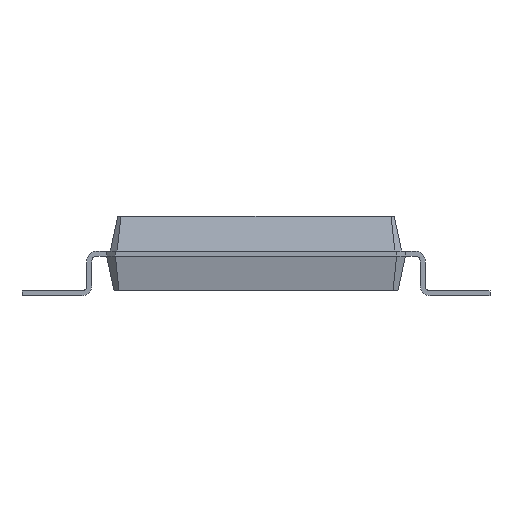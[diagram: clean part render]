
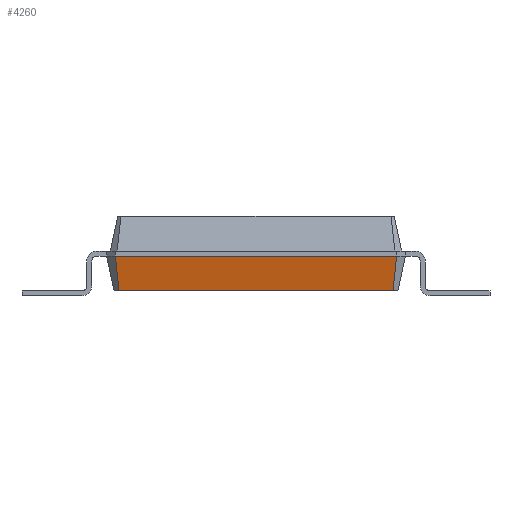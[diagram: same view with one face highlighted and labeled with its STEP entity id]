
A CAD part, front view. The second image highlights one B-rep face of the part: STEP entity #4260.
In plain terms, the highlighted free-form (B-spline) face has degree [1, 1] with [2, 2] control points.
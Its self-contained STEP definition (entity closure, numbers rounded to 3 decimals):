
#772 = PLANE('',#773);
#773 = AXIS2_PLACEMENT_3D('',#774,#775,#776);
#774 = CARTESIAN_POINT('',(-2.751,3.551,0.1));
#775 = DIRECTION('',(0.,0.,1.));
#776 = DIRECTION('',(0.612,-0.791,0.));
#799 = B_SPLINE_SURFACE_WITH_KNOTS('',1,1,(
(#800,#801)
,(#802,#803
)),.UNSPECIFIED.,.F.,.F.,.F.,(2,2),(2,2),(0.,0.247),(0.,1.)
,.PIECEWISE_BEZIER_KNOTS.);
#800 = CARTESIAN_POINT('',(2.851,-3.451,0.1));
#801 = CARTESIAN_POINT('',(3.,-3.525,0.8));
#802 = CARTESIAN_POINT('',(2.751,-3.551,0.1));
#803 = CARTESIAN_POINT('',(2.825,-3.7,0.8));
#1791 = VERTEX_POINT('',#1792);
#1792 = CARTESIAN_POINT('',(2.751,-3.551,0.1));
#1812 = EDGE_CURVE('',#1791,#1813,#1815,.T.);
#1813 = VERTEX_POINT('',#1814);
#1814 = CARTESIAN_POINT('',(-2.751,-3.551,0.1));
#1815 = SURFACE_CURVE('',#1816,(#1820,#1827),.PCURVE_S1.);
#1816 = LINE('',#1817,#1818);
#1817 = CARTESIAN_POINT('',(2.751,-3.551,0.1));
#1818 = VECTOR('',#1819,1.);
#1819 = DIRECTION('',(-1.,0.,0.));
#1820 = PCURVE('',#772,#1821);
#1821 = DEFINITIONAL_REPRESENTATION('',(#1822),#1826);
#1822 = LINE('',#1823,#1824);
#1823 = CARTESIAN_POINT('',(8.984,0.));
#1824 = VECTOR('',#1825,1.);
#1825 = DIRECTION('',(-0.612,-0.791));
#1826 = ( GEOMETRIC_REPRESENTATION_CONTEXT(2)
PARAMETRIC_REPRESENTATION_CONTEXT() REPRESENTATION_CONTEXT('2D SPACE',''
) );
#1827 = PCURVE('',#1828,#1833);
#1828 = B_SPLINE_SURFACE_WITH_KNOTS('',1,1,(
(#1829,#1830)
,(#1831,#1832
)),.UNSPECIFIED.,.F.,.F.,.F.,(2,2),(2,2),(0.,5.65),(0.,1.),
.PIECEWISE_BEZIER_KNOTS.);
#1829 = CARTESIAN_POINT('',(2.751,-3.551,0.1));
#1830 = CARTESIAN_POINT('',(2.825,-3.7,0.8));
#1831 = CARTESIAN_POINT('',(-2.751,-3.551,0.1));
#1832 = CARTESIAN_POINT('',(-2.825,-3.7,0.8));
#1833 = DEFINITIONAL_REPRESENTATION('',(#1834),#1837);
#1834 = B_SPLINE_CURVE_WITH_KNOTS('',1,(#1835,#1836),.UNSPECIFIED.,.F.,
.F.,(2,2),(0.,5.501),.PIECEWISE_BEZIER_KNOTS.);
#1835 = CARTESIAN_POINT('',(0.,0.));
#1836 = CARTESIAN_POINT('',(5.65,0.));
#1837 = ( GEOMETRIC_REPRESENTATION_CONTEXT(2)
PARAMETRIC_REPRESENTATION_CONTEXT() REPRESENTATION_CONTEXT('2D SPACE',''
) );
#1855 = B_SPLINE_SURFACE_WITH_KNOTS('',1,1,(
(#1856,#1857)
,(#1858,#1859
)),.UNSPECIFIED.,.F.,.F.,.F.,(2,2),(2,2),(0.,0.247),(0.,1.)
,.PIECEWISE_BEZIER_KNOTS.);
#1856 = CARTESIAN_POINT('',(-2.751,-3.551,0.1));
#1857 = CARTESIAN_POINT('',(-2.825,-3.7,0.8));
#1858 = CARTESIAN_POINT('',(-2.851,-3.451,0.1));
#1859 = CARTESIAN_POINT('',(-3.,-3.525,0.8));
#1922 = EDGE_CURVE('',#1791,#1923,#1925,.T.);
#1923 = VERTEX_POINT('',#1924);
#1924 = CARTESIAN_POINT('',(2.825,-3.7,0.8));
#1925 = SURFACE_CURVE('',#1926,(#1929,#1936),.PCURVE_S1.);
#1926 = B_SPLINE_CURVE_WITH_KNOTS('',1,(#1927,#1928),.UNSPECIFIED.,.F.,
.F.,(2,2),(0.,1.),.PIECEWISE_BEZIER_KNOTS.);
#1927 = CARTESIAN_POINT('',(2.751,-3.551,0.1));
#1928 = CARTESIAN_POINT('',(2.825,-3.7,0.8));
#1929 = PCURVE('',#799,#1930);
#1930 = DEFINITIONAL_REPRESENTATION('',(#1931),#1935);
#1931 = LINE('',#1932,#1933);
#1932 = CARTESIAN_POINT('',(0.247,0.));
#1933 = VECTOR('',#1934,1.);
#1934 = DIRECTION('',(0.,1.));
#1935 = ( GEOMETRIC_REPRESENTATION_CONTEXT(2)
PARAMETRIC_REPRESENTATION_CONTEXT() REPRESENTATION_CONTEXT('2D SPACE',''
) );
#1936 = PCURVE('',#1828,#1937);
#1937 = DEFINITIONAL_REPRESENTATION('',(#1938),#1942);
#1938 = LINE('',#1939,#1940);
#1939 = CARTESIAN_POINT('',(0.,0.));
#1940 = VECTOR('',#1941,1.);
#1941 = DIRECTION('',(0.,1.));
#1942 = ( GEOMETRIC_REPRESENTATION_CONTEXT(2)
PARAMETRIC_REPRESENTATION_CONTEXT() REPRESENTATION_CONTEXT('2D SPACE',''
) );
#4260 = ADVANCED_FACE('',(#4261),#1828,.F.);
#4261 = FACE_BOUND('',#4262,.F.);
#4262 = EDGE_LOOP('',(#4263,#4264,#4286,#4312));
#4263 = ORIENTED_EDGE('',*,*,#1812,.T.);
#4264 = ORIENTED_EDGE('',*,*,#4265,.T.);
#4265 = EDGE_CURVE('',#1813,#4266,#4268,.T.);
#4266 = VERTEX_POINT('',#4267);
#4267 = CARTESIAN_POINT('',(-2.825,-3.7,0.8));
#4268 = SURFACE_CURVE('',#4269,(#4272,#4279),.PCURVE_S1.);
#4269 = B_SPLINE_CURVE_WITH_KNOTS('',1,(#4270,#4271),.UNSPECIFIED.,.F.,
.F.,(2,2),(0.,1.),.PIECEWISE_BEZIER_KNOTS.);
#4270 = CARTESIAN_POINT('',(-2.751,-3.551,0.1));
#4271 = CARTESIAN_POINT('',(-2.825,-3.7,0.8));
#4272 = PCURVE('',#1828,#4273);
#4273 = DEFINITIONAL_REPRESENTATION('',(#4274),#4278);
#4274 = LINE('',#4275,#4276);
#4275 = CARTESIAN_POINT('',(5.65,0.));
#4276 = VECTOR('',#4277,1.);
#4277 = DIRECTION('',(0.,1.));
#4278 = ( GEOMETRIC_REPRESENTATION_CONTEXT(2)
PARAMETRIC_REPRESENTATION_CONTEXT() REPRESENTATION_CONTEXT('2D SPACE',''
) );
#4279 = PCURVE('',#1855,#4280);
#4280 = DEFINITIONAL_REPRESENTATION('',(#4281),#4285);
#4281 = LINE('',#4282,#4283);
#4282 = CARTESIAN_POINT('',(0.,0.));
#4283 = VECTOR('',#4284,1.);
#4284 = DIRECTION('',(0.,1.));
#4285 = ( GEOMETRIC_REPRESENTATION_CONTEXT(2)
PARAMETRIC_REPRESENTATION_CONTEXT() REPRESENTATION_CONTEXT('2D SPACE',''
) );
#4286 = ORIENTED_EDGE('',*,*,#4287,.F.);
#4287 = EDGE_CURVE('',#1923,#4266,#4288,.T.);
#4288 = SURFACE_CURVE('',#4289,(#4293,#4300),.PCURVE_S1.);
#4289 = LINE('',#4290,#4291);
#4290 = CARTESIAN_POINT('',(2.825,-3.7,0.8));
#4291 = VECTOR('',#4292,1.);
#4292 = DIRECTION('',(-1.,0.,0.));
#4293 = PCURVE('',#1828,#4294);
#4294 = DEFINITIONAL_REPRESENTATION('',(#4295),#4299);
#4295 = LINE('',#4296,#4297);
#4296 = CARTESIAN_POINT('',(0.,1.));
#4297 = VECTOR('',#4298,1.);
#4298 = DIRECTION('',(1.,0.));
#4299 = ( GEOMETRIC_REPRESENTATION_CONTEXT(2)
PARAMETRIC_REPRESENTATION_CONTEXT() REPRESENTATION_CONTEXT('2D SPACE',''
) );
#4300 = PCURVE('',#4301,#4306);
#4301 = PLANE('',#4302);
#4302 = AXIS2_PLACEMENT_3D('',#4303,#4304,#4305);
#4303 = CARTESIAN_POINT('',(2.825,-3.7,0.9));
#4304 = DIRECTION('',(0.,1.,0.));
#4305 = DIRECTION('',(-1.,0.,0.));
#4306 = DEFINITIONAL_REPRESENTATION('',(#4307),#4311);
#4307 = LINE('',#4308,#4309);
#4308 = CARTESIAN_POINT('',(0.,-0.1));
#4309 = VECTOR('',#4310,1.);
#4310 = DIRECTION('',(1.,0.));
#4311 = ( GEOMETRIC_REPRESENTATION_CONTEXT(2)
PARAMETRIC_REPRESENTATION_CONTEXT() REPRESENTATION_CONTEXT('2D SPACE',''
) );
#4312 = ORIENTED_EDGE('',*,*,#1922,.F.);
